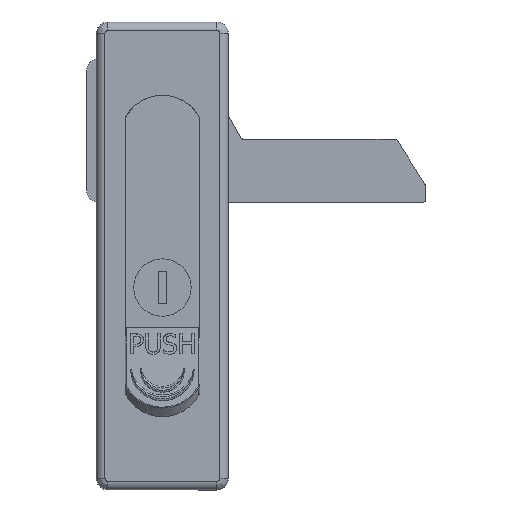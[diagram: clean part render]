
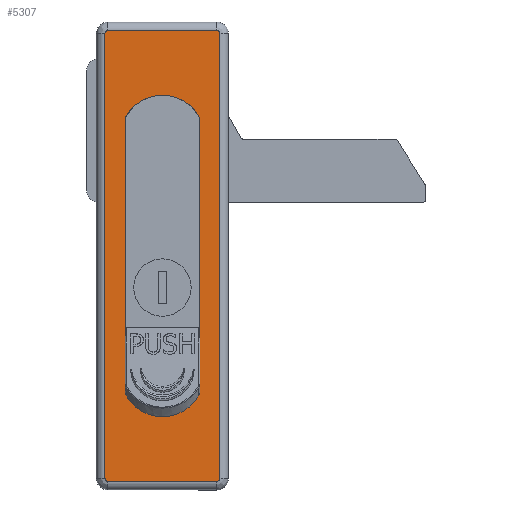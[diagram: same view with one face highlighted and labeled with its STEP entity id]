
A CAD part, top view. The second image highlights one B-rep face of the part: STEP entity #5307.
In plain terms, the highlighted planar face has unit normal (0, 0, 1).
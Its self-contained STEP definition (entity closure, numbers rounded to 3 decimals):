
#185=FACE_BOUND('',#743,.T.);
#233=PLANE('',#5646);
#438=FACE_OUTER_BOUND('',#742,.T.);
#742=EDGE_LOOP('',(#3726,#3727,#3728,#3729,#3730,#3731,#3732,#3733));
#743=EDGE_LOOP('',(#3734,#3735,#3736,#3737,#3738,#3739,#3740,#3741));
#1056=LINE('',#7410,#1614);
#1062=LINE('',#7425,#1620);
#1065=LINE('',#7481,#1623);
#1067=LINE('',#7501,#1625);
#1069=LINE('',#7521,#1627);
#1070=LINE('',#7537,#1628);
#1614=VECTOR('',#6024,47.242);
#1620=VECTOR('',#6038,47.242);
#1623=VECTOR('',#6097,77.5);
#1625=VECTOR('',#6109,19.);
#1627=VECTOR('',#6121,77.5);
#1628=VECTOR('',#6130,19.);
#2168=CIRCLE('',#5585,1.5);
#2170=CIRCLE('',#5588,7.281);
#2172=CIRCLE('',#5591,1.5);
#2174=CIRCLE('',#5595,1.5);
#2176=CIRCLE('',#5599,1.5);
#2179=CIRCLE('',#5603,7.281);
#2189=CIRCLE('',#5621,0.5);
#2195=CIRCLE('',#5628,0.5);
#2199=CIRCLE('',#5633,0.5);
#2203=CIRCLE('',#5638,0.5);
#2314=VERTEX_POINT('',#7388);
#2315=VERTEX_POINT('',#7389);
#2318=VERTEX_POINT('',#7397);
#2320=VERTEX_POINT('',#7403);
#2322=VERTEX_POINT('',#7409);
#2324=VERTEX_POINT('',#7415);
#2325=VERTEX_POINT('',#7416);
#2328=VERTEX_POINT('',#7427);
#2339=VERTEX_POINT('',#7469);
#2340=VERTEX_POINT('',#7471);
#2342=VERTEX_POINT('',#7477);
#2344=VERTEX_POINT('',#7491);
#2346=VERTEX_POINT('',#7497);
#2348=VERTEX_POINT('',#7511);
#2350=VERTEX_POINT('',#7517);
#2352=VERTEX_POINT('',#7531);
#2840=EDGE_CURVE('',#2314,#2315,#2168,.T.);
#2844=EDGE_CURVE('',#2318,#2315,#2170,.T.);
#2847=EDGE_CURVE('',#2318,#2320,#2172,.T.);
#2850=EDGE_CURVE('',#2322,#2320,#1056,.T.);
#2853=EDGE_CURVE('',#2324,#2325,#2174,.T.);
#2858=EDGE_CURVE('',#2314,#2325,#1062,.T.);
#2859=EDGE_CURVE('',#2322,#2328,#2176,.T.);
#2863=EDGE_CURVE('',#2324,#2328,#2179,.T.);
#2873=EDGE_CURVE('',#2339,#2340,#2189,.T.);
#2878=EDGE_CURVE('',#2340,#2342,#1065,.T.);
#2881=EDGE_CURVE('',#2342,#2344,#2195,.T.);
#2884=EDGE_CURVE('',#2344,#2346,#1067,.T.);
#2887=EDGE_CURVE('',#2346,#2348,#2199,.T.);
#2890=EDGE_CURVE('',#2348,#2350,#1069,.T.);
#2893=EDGE_CURVE('',#2350,#2352,#2203,.T.);
#2894=EDGE_CURVE('',#2352,#2339,#1070,.T.);
#3726=ORIENTED_EDGE('',*,*,#2873,.F.);
#3727=ORIENTED_EDGE('',*,*,#2894,.F.);
#3728=ORIENTED_EDGE('',*,*,#2893,.F.);
#3729=ORIENTED_EDGE('',*,*,#2890,.F.);
#3730=ORIENTED_EDGE('',*,*,#2887,.F.);
#3731=ORIENTED_EDGE('',*,*,#2884,.F.);
#3732=ORIENTED_EDGE('',*,*,#2881,.F.);
#3733=ORIENTED_EDGE('',*,*,#2878,.F.);
#3734=ORIENTED_EDGE('',*,*,#2863,.T.);
#3735=ORIENTED_EDGE('',*,*,#2859,.F.);
#3736=ORIENTED_EDGE('',*,*,#2850,.T.);
#3737=ORIENTED_EDGE('',*,*,#2847,.F.);
#3738=ORIENTED_EDGE('',*,*,#2844,.T.);
#3739=ORIENTED_EDGE('',*,*,#2840,.F.);
#3740=ORIENTED_EDGE('',*,*,#2858,.T.);
#3741=ORIENTED_EDGE('',*,*,#2853,.F.);
#5307=ADVANCED_FACE('',(#438,#185),#233,.T.);
#5585=AXIS2_PLACEMENT_3D('',#7390,#6002,#6003);
#5588=AXIS2_PLACEMENT_3D('',#7398,#6010,#6011);
#5591=AXIS2_PLACEMENT_3D('',#7404,#6017,#6018);
#5595=AXIS2_PLACEMENT_3D('',#7417,#6029,#6030);
#5599=AXIS2_PLACEMENT_3D('',#7428,#6041,#6042);
#5603=AXIS2_PLACEMENT_3D('',#7434,#6050,#6051);
#5621=AXIS2_PLACEMENT_3D('',#7472,#6086,#6087);
#5628=AXIS2_PLACEMENT_3D('',#7495,#6102,#6103);
#5633=AXIS2_PLACEMENT_3D('',#7515,#6114,#6115);
#5638=AXIS2_PLACEMENT_3D('',#7535,#6126,#6127);
#5646=AXIS2_PLACEMENT_3D('',#7557,#6151,#6152);
#6002=DIRECTION('center_axis',(0.,0.,1.));
#6003=DIRECTION('ref_axis',(0.966,0.26,0.));
#6010=DIRECTION('center_axis',(0.,0.,-1.));
#6011=DIRECTION('ref_axis',(0.893,0.451,0.));
#6017=DIRECTION('center_axis',(0.,0.,1.));
#6018=DIRECTION('ref_axis',(-0.966,0.26,0.));
#6024=DIRECTION('',(0.,1.,0.));
#6029=DIRECTION('center_axis',(0.,0.,1.));
#6030=DIRECTION('ref_axis',(0.966,-0.26,0.));
#6038=DIRECTION('',(0.,-1.,0.));
#6041=DIRECTION('center_axis',(0.,0.,1.));
#6042=DIRECTION('ref_axis',(-0.966,-0.26,0.));
#6050=DIRECTION('center_axis',(0.,0.,-1.));
#6051=DIRECTION('ref_axis',(-0.893,-0.451,0.));
#6086=DIRECTION('center_axis',(0.,0.,-1.));
#6087=DIRECTION('ref_axis',(0.707,0.707,0.));
#6097=DIRECTION('',(0.,-1.,0.));
#6102=DIRECTION('center_axis',(0.,0.,-1.));
#6103=DIRECTION('ref_axis',(0.707,-0.707,0.));
#6109=DIRECTION('',(-1.,0.,0.));
#6114=DIRECTION('center_axis',(0.,0.,-1.));
#6115=DIRECTION('ref_axis',(-0.707,-0.707,0.));
#6121=DIRECTION('',(0.,1.,0.));
#6126=DIRECTION('center_axis',(0.,0.,-1.));
#6127=DIRECTION('ref_axis',(-0.707,0.707,0.));
#6130=DIRECTION('',(1.,0.,0.));
#6151=DIRECTION('center_axis',(0.,0.,1.));
#6152=DIRECTION('ref_axis',(1.,0.,0.));
#7388=CARTESIAN_POINT('',(6.5,23.621,2.5));
#7389=CARTESIAN_POINT('',(6.297,24.374,2.5));
#7390=CARTESIAN_POINT('Origin',(5.,23.621,2.5));
#7397=CARTESIAN_POINT('',(-6.297,24.374,2.5));
#7398=CARTESIAN_POINT('Origin',(0.,20.719,2.5));
#7403=CARTESIAN_POINT('',(-6.5,23.621,2.5));
#7404=CARTESIAN_POINT('Origin',(-5.,23.621,2.5));
#7409=CARTESIAN_POINT('',(-6.5,-23.621,2.5));
#7410=CARTESIAN_POINT('',(-6.5,-12.,2.5));
#7415=CARTESIAN_POINT('',(6.297,-24.374,2.5));
#7416=CARTESIAN_POINT('',(6.5,-23.621,2.5));
#7417=CARTESIAN_POINT('Origin',(5.,-23.621,2.5));
#7425=CARTESIAN_POINT('',(6.5,12.,2.5));
#7427=CARTESIAN_POINT('',(-6.297,-24.374,2.5));
#7428=CARTESIAN_POINT('Origin',(-5.,-23.621,2.5));
#7434=CARTESIAN_POINT('Origin',(0.,-20.719,2.5));
#7469=CARTESIAN_POINT('',(9.5,39.25,2.5));
#7471=CARTESIAN_POINT('',(10.,38.75,2.5));
#7472=CARTESIAN_POINT('Origin',(9.5,38.75,2.5));
#7477=CARTESIAN_POINT('',(10.,-38.75,2.5));
#7481=CARTESIAN_POINT('',(10.,-20.375,2.5));
#7491=CARTESIAN_POINT('',(9.5,-39.25,2.5));
#7495=CARTESIAN_POINT('Origin',(9.5,-38.75,2.5));
#7497=CARTESIAN_POINT('',(-9.5,-39.25,2.5));
#7501=CARTESIAN_POINT('',(-5.75,-39.25,2.5));
#7511=CARTESIAN_POINT('',(-10.,-38.75,2.5));
#7515=CARTESIAN_POINT('Origin',(-9.5,-38.75,2.5));
#7517=CARTESIAN_POINT('',(-10.,38.75,2.5));
#7521=CARTESIAN_POINT('',(-10.,20.375,2.5));
#7531=CARTESIAN_POINT('',(-9.5,39.25,2.5));
#7535=CARTESIAN_POINT('Origin',(-9.5,38.75,2.5));
#7537=CARTESIAN_POINT('',(5.75,39.25,2.5));
#7557=CARTESIAN_POINT('Origin',(0.,0.,2.5));
